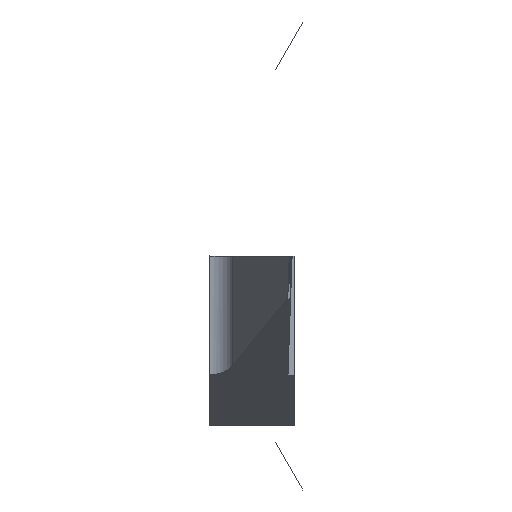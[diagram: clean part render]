
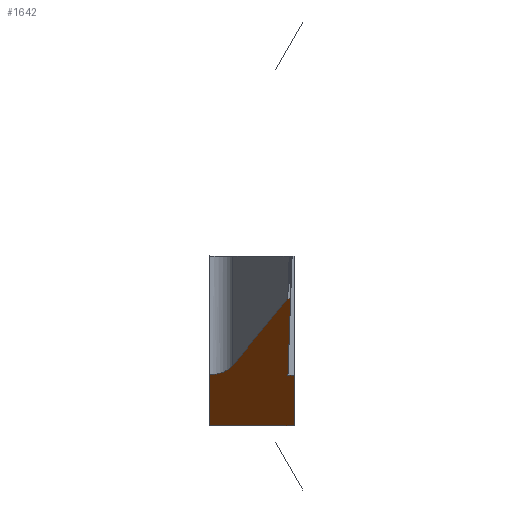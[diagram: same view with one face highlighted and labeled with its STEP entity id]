
A CAD part, front view. The second image highlights one B-rep face of the part: STEP entity #1642.
In plain terms, the highlighted planar face has unit normal (0, -0.574, -0.819).
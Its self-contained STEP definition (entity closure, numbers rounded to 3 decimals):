
#112=CARTESIAN_POINT('',(3.,4.,-4.212));
#113=VERTEX_POINT('',#112);
#124=CARTESIAN_POINT('',(3.,4.,-4.212));
#125=DIRECTION('',(0.,0.819,-0.574));
#126=VECTOR('',#125,3.118);
#127=LINE('',#124,#126);
#128=CARTESIAN_POINT('',(3.,6.554,-6.));
#129=VERTEX_POINT('',#128);
#130=EDGE_CURVE('',#113,#129,#127,.T.);
#1410=CARTESIAN_POINT('',(3.,6.554,-6.));
#1411=DIRECTION('',(-1.,0.,0.));
#1412=VECTOR('',#1411,3.);
#1413=LINE('',#1410,#1412);
#1414=CARTESIAN_POINT('',(0.,6.554,-6.));
#1415=VERTEX_POINT('',#1414);
#1416=EDGE_CURVE('',#129,#1415,#1413,.T.);
#1505=CARTESIAN_POINT('',(1.9,2.782,-3.359));
#1506=DIRECTION('',(0.,0.574,0.819));
#1507=DIRECTION('',(0.,-0.47,0.329));
#1508=AXIS2_PLACEMENT_3D('',#1505,#1506,#1507);
#1509=PLANE('',#1508);
#1510=ORIENTED_EDGE('Edge 108',*,*,#130,.F.);
#1519=ORIENTED_EDGE('Edge 150',*,*,#1416,.F.);
#1528=CARTESIAN_POINT('',(0.,4.,-4.212));
#1529=DIRECTION('',(0.,0.819,-0.574));
#1530=VECTOR('',#1529,3.118);
#1531=LINE('',#1528,#1530);
#1532=CARTESIAN_POINT('',(0.,4.,-4.212));
#1533=VERTEX_POINT('',#1532);
#1534=EDGE_CURVE('',#1533,#1415,#1531,.T.);
#1535=ORIENTED_EDGE('Edge 71',*,*,#1534,.T.);
#1544=CARTESIAN_POINT('',(0.836,3.5,-3.862));
#1545=CARTESIAN_POINT('',(0.659,3.808,-4.077));
#1546=CARTESIAN_POINT('',(0.355,3.989,-4.204));
#1547=CARTESIAN_POINT('',(0.,4.,-4.212));
#1548=(BOUNDED_CURVE()B_SPLINE_CURVE(3,(#1544,#1545,#1546,#1547),.UNSPECIFIED.,.F.,.F.)B_SPLINE_CURVE_WITH_KNOTS((4,4),(0.,1.),.UNSPECIFIED.)CURVE()GEOMETRIC_REPRESENTATION_ITEM()RATIONAL_B_SPLINE_CURVE((1.,0.916,0.916,1.))REPRESENTATION_ITEM('')
);
#1549=CARTESIAN_POINT('',(0.836,3.5,-3.862));
#1550=VERTEX_POINT('',#1549);
#1551=EDGE_CURVE('',#1550,#1533,#1548,.T.);
#1552=ORIENTED_EDGE('Edge 268',*,*,#1551,.T.);
#1561=CARTESIAN_POINT('',(2.778,0.137,-1.507));
#1562=DIRECTION('',(-0.428,0.741,-0.519));
#1563=VECTOR('',#1562,4.542);
#1564=LINE('',#1561,#1563);
#1565=CARTESIAN_POINT('',(2.778,0.137,-1.507));
#1566=VERTEX_POINT('',#1565);
#1567=EDGE_CURVE('',#1566,#1550,#1564,.T.);
#1568=ORIENTED_EDGE('Edge 1282',*,*,#1567,.T.);
#1577=CARTESIAN_POINT('',(2.872,0.128,-1.501));
#1578=DIRECTION('',(-0.994,0.09,-0.063));
#1579=VECTOR('',#1578,0.094);
#1580=LINE('',#1577,#1579);
#1581=CARTESIAN_POINT('',(2.872,0.128,-1.501));
#1582=VERTEX_POINT('',#1581);
#1583=EDGE_CURVE('',#1582,#1566,#1580,.T.);
#1584=ORIENTED_EDGE('Edge 278',*,*,#1583,.T.);
#1593=CARTESIAN_POINT('',(2.878,0.127,-1.5));
#1594=CARTESIAN_POINT('',(2.876,0.128,-1.5));
#1595=CARTESIAN_POINT('',(2.874,0.128,-1.501));
#1596=CARTESIAN_POINT('',(2.872,0.128,-1.501));
#1597=(BOUNDED_CURVE()B_SPLINE_CURVE(3,(#1593,#1594,#1595,#1596),.UNSPECIFIED.,.F.,.F.)B_SPLINE_CURVE_WITH_KNOTS((4,4),(0.,1.),.UNSPECIFIED.)CURVE()GEOMETRIC_REPRESENTATION_ITEM()RATIONAL_B_SPLINE_CURVE((1.,0.997,0.997,1.))REPRESENTATION_ITEM('')
);
#1598=CARTESIAN_POINT('',(2.878,0.127,-1.5));
#1599=VERTEX_POINT('',#1598);
#1600=EDGE_CURVE('',#1599,#1582,#1597,.T.);
#1601=ORIENTED_EDGE('Edge 283',*,*,#1600,.T.);
#1610=CARTESIAN_POINT('',(2.783,4.,-4.212));
#1611=DIRECTION('',(0.02,-0.819,0.573));
#1612=VECTOR('',#1611,4.729);
#1613=LINE('',#1610,#1612);
#1614=CARTESIAN_POINT('',(2.783,4.,-4.212));
#1615=VERTEX_POINT('',#1614);
#1616=EDGE_CURVE('',#1615,#1599,#1613,.T.);
#1617=ORIENTED_EDGE('Edge 1194',*,*,#1616,.T.);
#1626=CARTESIAN_POINT('',(2.783,4.,-4.212));
#1627=DIRECTION('',(1.,0.,0.));
#1628=VECTOR('',#1627,0.217);
#1629=LINE('',#1626,#1628);
#1630=EDGE_CURVE('',#1615,#113,#1629,.T.);
#1631=ORIENTED_EDGE('Edge 1164',*,*,#1630,.F.);
#1640=EDGE_LOOP('',(#1631,#1617,#1601,#1584,#1568,#1552,#1535,#1519,#1510));
#1641=FACE_OUTER_BOUND('Loop 294',#1640,.T.);
#1642=ADVANCED_FACE('Face 295',(#1641),#1509,.F.);
